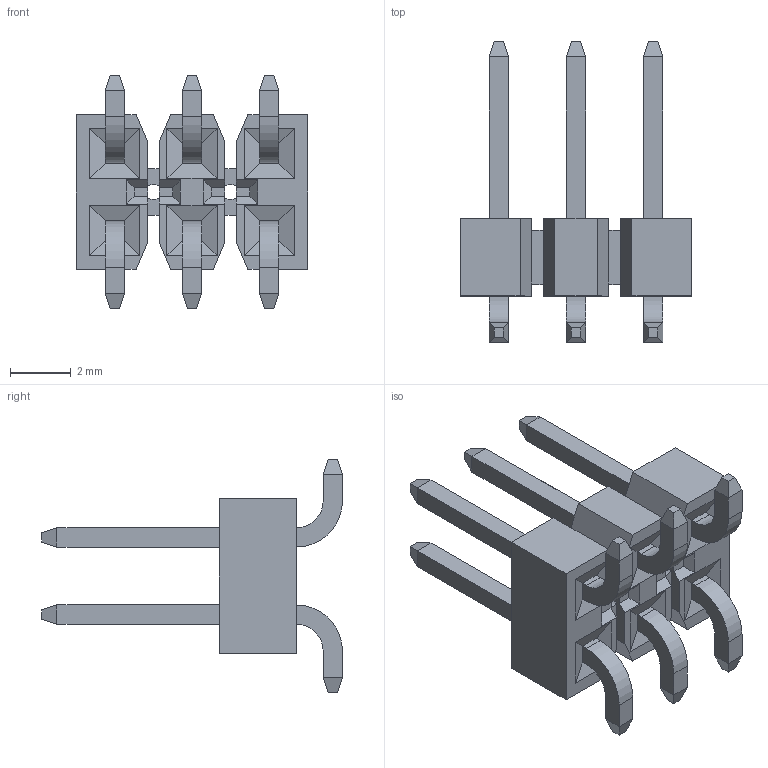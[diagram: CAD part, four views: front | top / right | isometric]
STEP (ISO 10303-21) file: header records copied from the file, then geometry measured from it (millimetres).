
FILE_DESCRIPTION (( 'STEP AP214' ), '1' );
FILE_NAME ('6.STEP', '2020-07-01T05:55:28', ( '' ), ( '' ), 'SwSTEP 2.0', 'SolidWorks 2018', '' );
FILE_SCHEMA (( 'AUTOMOTIVE_DESIGN' ));
Length unit declared in the file: inch
Products named in the file (1): 6
Bounding box: 7.62 x 9.91 x 7.7 mm (x, y, z)
Volume: 104.6 mm3; surface area: 382.4 mm2
Topology: 13 solids, 13 shells, 292 faces, 690 edges, 428 vertices
Faces by surface type: plane 274, cylinder 18
Entity records: 8846 total; most frequent: CARTESIAN_POINT 1411, ORIENTED_EDGE 1380, DIRECTION 1312, EDGE_CURVE 690, VECTOR 654, LINE 654, VERTEX_POINT 428, AXIS2_PLACEMENT_3D 329
